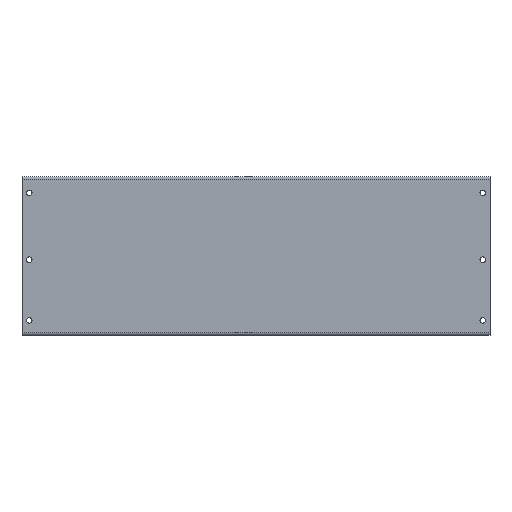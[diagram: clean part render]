
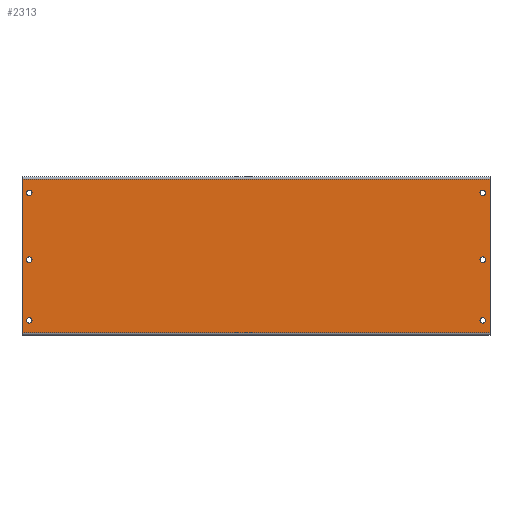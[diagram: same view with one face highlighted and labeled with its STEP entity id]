
A CAD part, front view. The second image highlights one B-rep face of the part: STEP entity #2313.
In plain terms, the highlighted planar face has unit normal (0, -1, 0).
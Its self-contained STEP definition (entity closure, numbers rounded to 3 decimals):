
#724=DIRECTION('',(1.,0.,0.));
#725=VECTOR('',#724,385.);
#726=CARTESIAN_POINT('',(-192.5,-160.,128.2));
#727=LINE('',#726,#725);
#786=DIRECTION('',(0.,0.,1.));
#787=VECTOR('',#786,126.4);
#788=CARTESIAN_POINT('',(192.5,-160.,1.8));
#789=LINE('',#788,#787);
#798=DIRECTION('',(1.,0.,0.));
#799=VECTOR('',#798,385.);
#800=CARTESIAN_POINT('',(-192.5,-160.,1.8));
#801=LINE('',#800,#799);
#802=CARTESIAN_POINT('',(186.5,-160.,117.));
#803=DIRECTION('',(0.,-1.,0.));
#804=DIRECTION('',(1.,0.,0.));
#805=AXIS2_PLACEMENT_3D('',#802,#803,#804);
#807=CARTESIAN_POINT('',(186.5,-160.,117.));
#808=DIRECTION('',(0.,-1.,0.));
#809=DIRECTION('',(-1.,0.,0.));
#810=AXIS2_PLACEMENT_3D('',#807,#808,#809);
#812=CARTESIAN_POINT('',(186.5,-160.,62.));
#813=DIRECTION('',(0.,-1.,0.));
#814=DIRECTION('',(1.,0.,0.));
#815=AXIS2_PLACEMENT_3D('',#812,#813,#814);
#817=CARTESIAN_POINT('',(186.5,-160.,62.));
#818=DIRECTION('',(0.,-1.,0.));
#819=DIRECTION('',(-1.,0.,0.));
#820=AXIS2_PLACEMENT_3D('',#817,#818,#819);
#822=CARTESIAN_POINT('',(186.5,-160.,12.));
#823=DIRECTION('',(0.,-1.,0.));
#824=DIRECTION('',(1.,0.,0.));
#825=AXIS2_PLACEMENT_3D('',#822,#823,#824);
#827=CARTESIAN_POINT('',(186.5,-160.,12.));
#828=DIRECTION('',(0.,-1.,0.));
#829=DIRECTION('',(-1.,0.,0.));
#830=AXIS2_PLACEMENT_3D('',#827,#828,#829);
#832=CARTESIAN_POINT('',(-186.5,-160.,117.));
#833=DIRECTION('',(0.,-1.,0.));
#834=DIRECTION('',(1.,0.,0.));
#835=AXIS2_PLACEMENT_3D('',#832,#833,#834);
#837=CARTESIAN_POINT('',(-186.5,-160.,117.));
#838=DIRECTION('',(0.,-1.,0.));
#839=DIRECTION('',(-1.,0.,0.));
#840=AXIS2_PLACEMENT_3D('',#837,#838,#839);
#842=CARTESIAN_POINT('',(-186.5,-160.,62.));
#843=DIRECTION('',(0.,-1.,0.));
#844=DIRECTION('',(1.,0.,0.));
#845=AXIS2_PLACEMENT_3D('',#842,#843,#844);
#847=CARTESIAN_POINT('',(-186.5,-160.,62.));
#848=DIRECTION('',(0.,-1.,0.));
#849=DIRECTION('',(-1.,0.,0.));
#850=AXIS2_PLACEMENT_3D('',#847,#848,#849);
#852=CARTESIAN_POINT('',(-186.5,-160.,12.));
#853=DIRECTION('',(0.,-1.,0.));
#854=DIRECTION('',(1.,0.,0.));
#855=AXIS2_PLACEMENT_3D('',#852,#853,#854);
#857=CARTESIAN_POINT('',(-186.5,-160.,12.));
#858=DIRECTION('',(0.,-1.,0.));
#859=DIRECTION('',(-1.,0.,0.));
#860=AXIS2_PLACEMENT_3D('',#857,#858,#859);
#862=DIRECTION('',(0.,0.,1.));
#863=VECTOR('',#862,126.4);
#864=CARTESIAN_POINT('',(-192.5,-160.,1.8));
#865=LINE('',#864,#863);
#962=CARTESIAN_POINT('',(-192.5,-160.,1.8));
#963=VERTEX_POINT('',#962);
#964=CARTESIAN_POINT('',(-192.5,-160.,128.2));
#965=VERTEX_POINT('',#964);
#966=CARTESIAN_POINT('',(192.5,-160.,1.8));
#967=VERTEX_POINT('',#966);
#968=CARTESIAN_POINT('',(192.5,-160.,128.2));
#969=VERTEX_POINT('',#968);
#994=CARTESIAN_POINT('',(188.75,-160.,117.));
#995=CARTESIAN_POINT('',(184.25,-160.,117.));
#996=VERTEX_POINT('',#994);
#997=VERTEX_POINT('',#995);
#998=CARTESIAN_POINT('',(188.75,-160.,62.));
#999=CARTESIAN_POINT('',(184.25,-160.,62.));
#1000=VERTEX_POINT('',#998);
#1001=VERTEX_POINT('',#999);
#1002=CARTESIAN_POINT('',(188.75,-160.,12.));
#1003=CARTESIAN_POINT('',(184.25,-160.,12.));
#1004=VERTEX_POINT('',#1002);
#1005=VERTEX_POINT('',#1003);
#1006=CARTESIAN_POINT('',(-184.25,-160.,117.));
#1007=CARTESIAN_POINT('',(-188.75,-160.,117.));
#1008=VERTEX_POINT('',#1006);
#1009=VERTEX_POINT('',#1007);
#1010=CARTESIAN_POINT('',(-184.25,-160.,62.));
#1011=CARTESIAN_POINT('',(-188.75,-160.,62.));
#1012=VERTEX_POINT('',#1010);
#1013=VERTEX_POINT('',#1011);
#1014=CARTESIAN_POINT('',(-184.25,-160.,12.));
#1015=CARTESIAN_POINT('',(-188.75,-160.,12.));
#1016=VERTEX_POINT('',#1014);
#1017=VERTEX_POINT('',#1015);
#2265=CARTESIAN_POINT('',(-192.5,-160.,1.8));
#2266=DIRECTION('',(0.,1.,0.));
#2267=DIRECTION('',(0.,0.,1.));
#2268=AXIS2_PLACEMENT_3D('',#2265,#2266,#2267);
#2269=PLANE('',#2268);
#2271=ORIENTED_EDGE('',*,*,#2270,.T.);
#2272=ORIENTED_EDGE('',*,*,#2165,.T.);
#2273=ORIENTED_EDGE('',*,*,#2257,.F.);
#2274=ORIENTED_EDGE('',*,*,#1411,.F.);
#2275=EDGE_LOOP('',(#2271,#2272,#2273,#2274));
#2276=FACE_OUTER_BOUND('',#2275,.F.);
#2278=ORIENTED_EDGE('',*,*,#2277,.T.);
#2280=ORIENTED_EDGE('',*,*,#2279,.T.);
#2281=EDGE_LOOP('',(#2278,#2280));
#2282=FACE_BOUND('',#2281,.F.);
#2284=ORIENTED_EDGE('',*,*,#2283,.T.);
#2286=ORIENTED_EDGE('',*,*,#2285,.T.);
#2287=EDGE_LOOP('',(#2284,#2286));
#2288=FACE_BOUND('',#2287,.F.);
#2290=ORIENTED_EDGE('',*,*,#2289,.T.);
#2292=ORIENTED_EDGE('',*,*,#2291,.T.);
#2293=EDGE_LOOP('',(#2290,#2292));
#2294=FACE_BOUND('',#2293,.F.);
#2296=ORIENTED_EDGE('',*,*,#2295,.T.);
#2298=ORIENTED_EDGE('',*,*,#2297,.T.);
#2299=EDGE_LOOP('',(#2296,#2298));
#2300=FACE_BOUND('',#2299,.F.);
#2302=ORIENTED_EDGE('',*,*,#2301,.T.);
#2304=ORIENTED_EDGE('',*,*,#2303,.T.);
#2305=EDGE_LOOP('',(#2302,#2304));
#2306=FACE_BOUND('',#2305,.F.);
#2308=ORIENTED_EDGE('',*,*,#2307,.T.);
#2310=ORIENTED_EDGE('',*,*,#2309,.T.);
#2311=EDGE_LOOP('',(#2308,#2310));
#2312=FACE_BOUND('',#2311,.F.);
#2313=ADVANCED_FACE('',(#2276,#2282,#2288,#2294,#2300,#2306,#2312),#2269,.F.);
#806=CIRCLE('',#805,2.25);
#811=CIRCLE('',#810,2.25);
#816=CIRCLE('',#815,2.25);
#821=CIRCLE('',#820,2.25);
#826=CIRCLE('',#825,2.25);
#831=CIRCLE('',#830,2.25);
#836=CIRCLE('',#835,2.25);
#841=CIRCLE('',#840,2.25);
#846=CIRCLE('',#845,2.25);
#851=CIRCLE('',#850,2.25);
#856=CIRCLE('',#855,2.25);
#861=CIRCLE('',#860,2.25);
#1411=EDGE_CURVE('',#963,#967,#801,.T.);
#2165=EDGE_CURVE('',#965,#969,#727,.T.);
#2257=EDGE_CURVE('',#967,#969,#789,.T.);
#2270=EDGE_CURVE('',#963,#965,#865,.T.);
#2277=EDGE_CURVE('',#996,#997,#806,.T.);
#2279=EDGE_CURVE('',#997,#996,#811,.T.);
#2283=EDGE_CURVE('',#1000,#1001,#816,.T.);
#2285=EDGE_CURVE('',#1001,#1000,#821,.T.);
#2289=EDGE_CURVE('',#1004,#1005,#826,.T.);
#2291=EDGE_CURVE('',#1005,#1004,#831,.T.);
#2295=EDGE_CURVE('',#1008,#1009,#836,.T.);
#2297=EDGE_CURVE('',#1009,#1008,#841,.T.);
#2301=EDGE_CURVE('',#1012,#1013,#846,.T.);
#2303=EDGE_CURVE('',#1013,#1012,#851,.T.);
#2307=EDGE_CURVE('',#1016,#1017,#856,.T.);
#2309=EDGE_CURVE('',#1017,#1016,#861,.T.);
